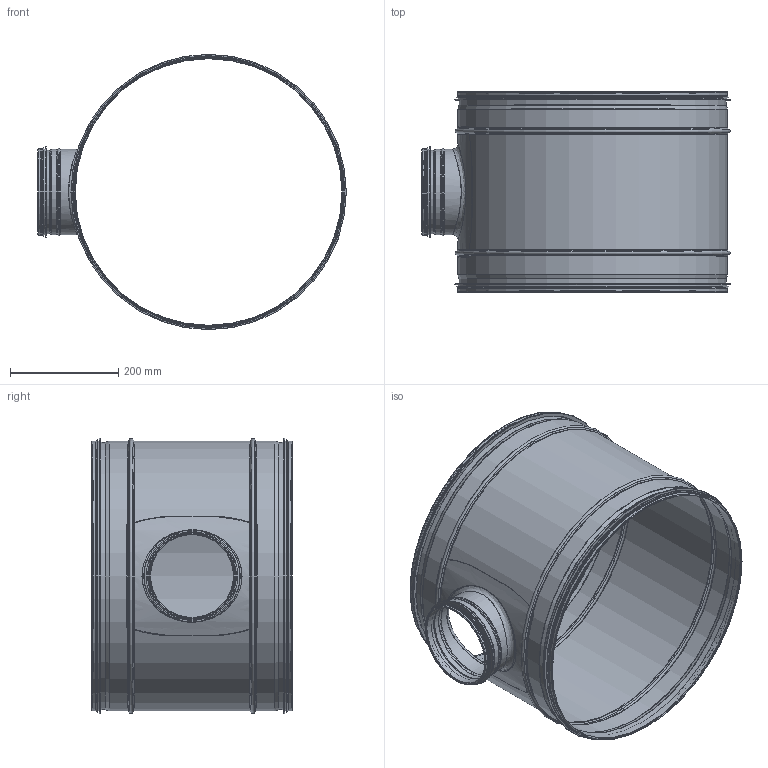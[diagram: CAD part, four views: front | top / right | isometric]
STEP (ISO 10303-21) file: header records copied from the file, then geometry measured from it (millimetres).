
FILE_DESCRIPTION((''),'2;1');
FILE_NAME('HTK_500-160.stp','2014-02-20T15:53:29',(''),(''),'Autodesk Inventor 2013','Autodesk Inventor 2013','');
FILE_SCHEMA(('AUTOMOTIVE_DESIGN { 1 2 10303 214 0 1 1 1 }'));
Length unit declared in the file: millimetre
Products named in the file (6): HTK_500-160; HTKRörämne_500-160; 999010; HPS_500-160; HPSRörämne_500-160; 999005
Assembly tree (6 placements, depth 3):
  HTK_500-160
    HTKRörämne_500-160
    999010  x2
    HPS_500-160
      HPSRörämne_500-160
      999005
Bounding box: 570.57 x 371 x 509.15 mm (x, y, z)
Volume: 461317.2 mm3; surface area: 1521030.7 mm2
Topology: 5 solids, 5 shells, 150 faces, 297 edges, 167 vertices
Faces by surface type: cylinder 51, torus 51, cone 24, plane 22, bspline 2
Full cylindrical faces by diameter (mm): 153.2 x1, 154.2 x1, 155.4 x1, 157 x1, 158 x6, 159 x1, 164.4 x1, 169.4 x1, 492.95 x2, 493.95 x2, 495.15 x2, 497.75 x11, 498.75 x5, 504.15 x2, 509.15 x2
Entity records: 3789 total; most frequent: CARTESIAN_POINT 1111, DIRECTION 542, ORIENTED_EDGE 328, AXIS2_PLACEMENT_3D 265, EDGE_LOOP 246, EDGE_CURVE 164, VERTEX_POINT 146, STYLED_ITEM 135
